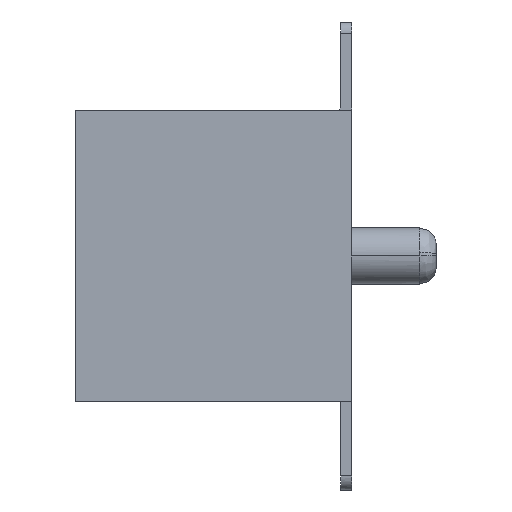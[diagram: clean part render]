
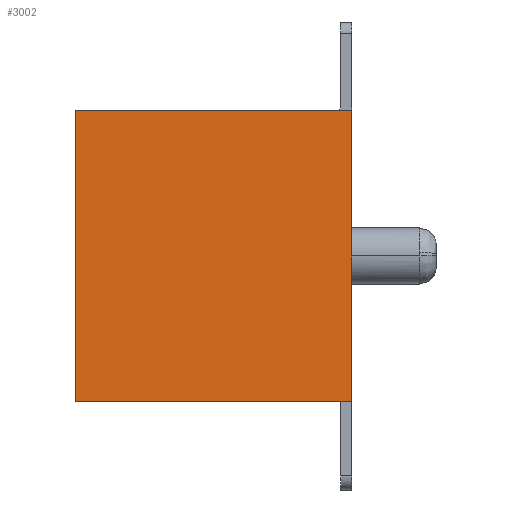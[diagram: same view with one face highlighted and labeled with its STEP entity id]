
A CAD part, left-side view. The second image highlights one B-rep face of the part: STEP entity #3002.
In plain terms, the highlighted planar face has unit normal (-1, 0, 0).
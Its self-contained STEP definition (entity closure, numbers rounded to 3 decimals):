
#2778=CARTESIAN_POINT('',(16.,6.4,-5.15));
#2779=VERTEX_POINT('',#2778);
#2789=CARTESIAN_POINT('',(16.,6.4,0.));
#2790=VERTEX_POINT('',#2789);
#2791=CARTESIAN_POINT('',(16.,6.4,-5.15));
#2792=CARTESIAN_POINT('',(16.,6.4,-4.12));
#2793=CARTESIAN_POINT('',(16.,6.4,-3.09));
#2794=CARTESIAN_POINT('',(16.,6.4,-2.06));
#2795=CARTESIAN_POINT('',(16.,6.4,-1.03));
#2796=CARTESIAN_POINT('',(16.,6.4,0.));
#2797=B_SPLINE_CURVE_WITH_KNOTS('',5,(#2791,#2792,#2793,#2794,#2795,#2796),.UNSPECIFIED.,.F.,.U.,(6,6),(0.,5.15),.UNSPECIFIED.);
#2798=EDGE_CURVE('',#2779,#2790,#2797,.T.);
#2963=CARTESIAN_POINT('',(16.,3.95,-2.575));
#2964=DIRECTION('',(0.,0.,1.));
#2965=DIRECTION('',(-1.,0.,0.));
#2966=AXIS2_PLACEMENT_3D('',#2963,#2965,#2964);
#2967=PLANE('',#2966);
#2968=CARTESIAN_POINT('',(16.,1.5,-5.15));
#2969=VERTEX_POINT('',#2968);
#2970=CARTESIAN_POINT('',(16.,1.5,0.));
#2971=VERTEX_POINT('',#2970);
#2972=CARTESIAN_POINT('',(16.,1.5,-5.15));
#2973=CARTESIAN_POINT('',(16.,1.5,-4.12));
#2974=CARTESIAN_POINT('',(16.,1.5,-3.09));
#2975=CARTESIAN_POINT('',(16.,1.5,-2.06));
#2976=CARTESIAN_POINT('',(16.,1.5,-1.03));
#2977=CARTESIAN_POINT('',(16.,1.5,0.));
#2978=B_SPLINE_CURVE_WITH_KNOTS('',5,(#2972,#2973,#2974,#2975,#2976,#2977),.UNSPECIFIED.,.F.,.U.,(6,6),(0.,5.15),.UNSPECIFIED.);
#2979=EDGE_CURVE('',#2969,#2971,#2978,.T.);
#2980=ORIENTED_EDGE('',*,*,#2979,.T.);
#2981=CARTESIAN_POINT('',(16.,6.4,0.));
#2982=CARTESIAN_POINT('',(16.,5.42,0.));
#2983=CARTESIAN_POINT('',(16.,4.44,0.));
#2984=CARTESIAN_POINT('',(16.,3.46,0.));
#2985=CARTESIAN_POINT('',(16.,2.48,0.));
#2986=CARTESIAN_POINT('',(16.,1.5,0.));
#2987=B_SPLINE_CURVE_WITH_KNOTS('',5,(#2981,#2982,#2983,#2984,#2985,#2986),.UNSPECIFIED.,.F.,.U.,(6,6),(0.,4.9),.UNSPECIFIED.);
#2988=EDGE_CURVE('',#2790,#2971,#2987,.T.);
#2989=ORIENTED_EDGE('',*,*,#2988,.F.);
#2990=ORIENTED_EDGE('',*,*,#2798,.F.);
#2991=CARTESIAN_POINT('',(16.,1.5,-5.15));
#2992=CARTESIAN_POINT('',(16.,2.48,-5.15));
#2993=CARTESIAN_POINT('',(16.,3.46,-5.15));
#2994=CARTESIAN_POINT('',(16.,4.44,-5.15));
#2995=CARTESIAN_POINT('',(16.,5.42,-5.15));
#2996=CARTESIAN_POINT('',(16.,6.4,-5.15));
#2997=B_SPLINE_CURVE_WITH_KNOTS('',5,(#2991,#2992,#2993,#2994,#2995,#2996),.UNSPECIFIED.,.F.,.U.,(6,6),(0.,4.9),.UNSPECIFIED.);
#2998=EDGE_CURVE('',#2969,#2779,#2997,.T.);
#2999=ORIENTED_EDGE('',*,*,#2998,.F.);
#3000=EDGE_LOOP('',(#2980,#2989,#2990,#2999));
#3001=FACE_OUTER_BOUND('',#3000,.T.);
#3002=ADVANCED_FACE('',(#3001),#2967,.T.);
